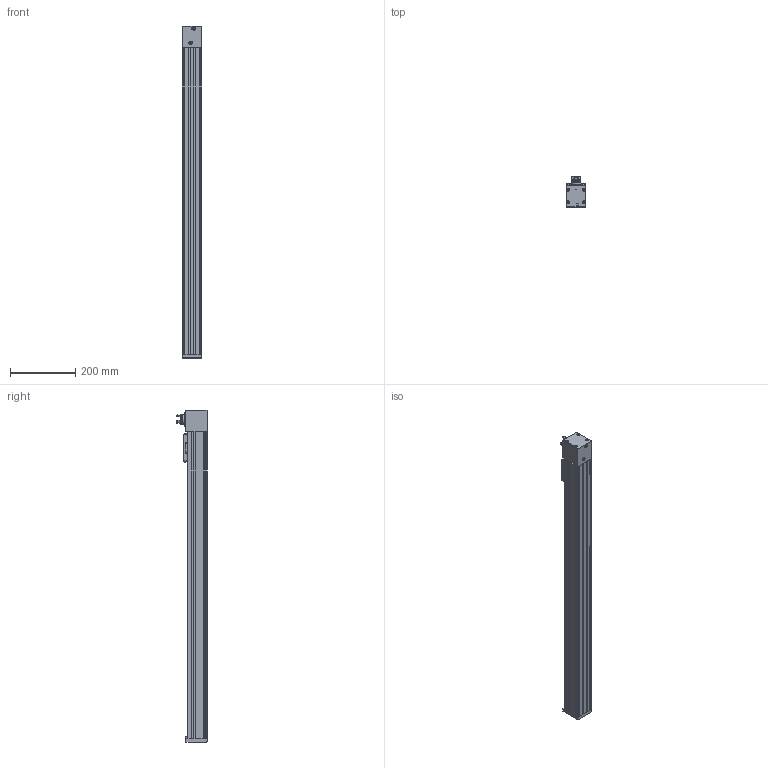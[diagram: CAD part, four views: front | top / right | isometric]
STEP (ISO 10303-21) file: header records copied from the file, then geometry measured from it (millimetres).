
FILE_DESCRIPTION(/* description */ ('STEP AP214'),/* implementation_level */ '2;1');
FILE_NAME(/* name */ '8062780_ELGC-TB-KF-60-800',/* time_stamp */ '2024-08-27T18:49:41+02:00',/* author */ ('License CC BY-ND 4.0'),/* organization */ ('CADENAS'),/* preprocessor_version */ 'ST-DEVELOPER v19.3',/* originating_system */ 'PARTsolutions',/* authorisation */ ' ');
FILE_SCHEMA (('AUTOMOTIVE_DESIGN {1 0 10303 214 3 1 1}'));
Length unit declared in the file: millimetre
Products named in the file (6): 8062780 ELGC-TB-KF-60-800---(0); 8058609 ELGC-TB-KF-60-800---(0000h) ; 340116 G1/8-AEVU; 8058609 ELGC-TB-KF-60(s); 8141994 EAMC-30-GB16-D10x10-A; DIN-912 - M4x12(F)
Assembly tree (5 placements, depth 2):
  8062780 ELGC-TB-KF-60-800---(0)
    8058609 ELGC-TB-KF-60-800---(0000h) 
    340116 G1/8-AEVU
    8058609 ELGC-TB-KF-60(s)
    8141994 EAMC-30-GB16-D10x10-A
    DIN-912 - M4x12(F)
Bounding box: 60 x 92.9 x 1016 mm (x, y, z)
Volume: 3000867.6 mm3; surface area: 458089.4 mm2
Topology: 5 solids, 5 shells, 763 faces, 1935 edges, 1258 vertices
Faces by surface type: plane 362, cylinder 326, cone 50, torus 25
Full cylindrical faces by diameter (mm): 2.459 x4, 3.242 x7, 4 x3, 4.134 x6, 4.5 x1, 5 x2, 5.5 x2, 6.2 x1, 6.3 x2, 7 x9, 7.4 x1, 8.1 x4, 8.3 x1, 8.5 x2, 8.566 x1, 8.6 x4, 10 x2, 10.1 x2, 11 x1, 32 x1
Entity records: 24088 total; most frequent: CARTESIAN_POINT 4048, DIRECTION 4038, ORIENTED_EDGE 3628, EDGE_CURVE 1814, AXIS2_PLACEMENT_3D 1511, VERTEX_POINT 1250, LINE 1016, VECTOR 1016
